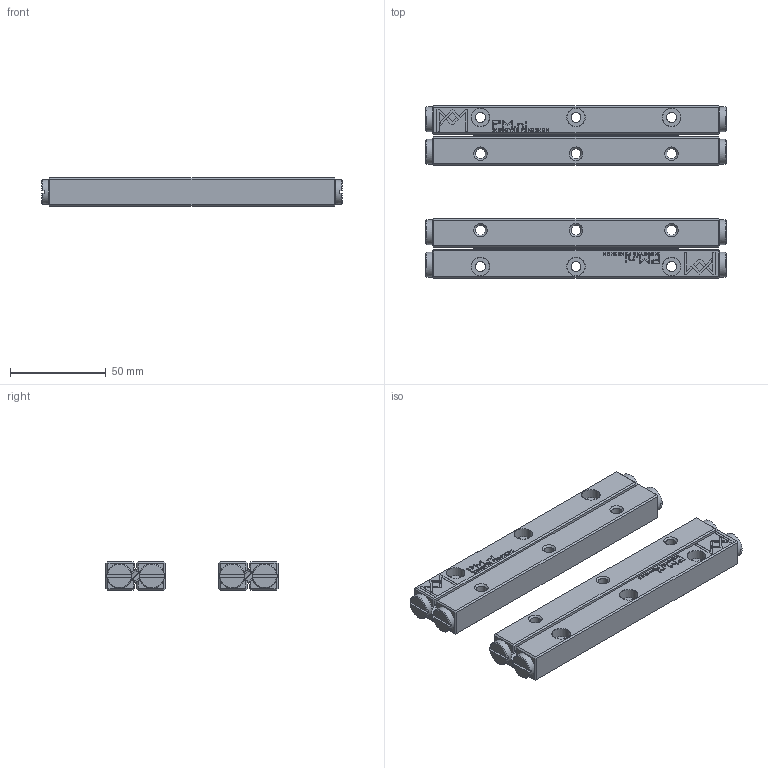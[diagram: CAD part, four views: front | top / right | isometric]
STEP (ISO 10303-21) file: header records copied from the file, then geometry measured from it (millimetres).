
FILE_DESCRIPTION(/* description */ (''),/* implementation_level */ '2;1');
FILE_NAME(/* name */ 'Set RSDE-6150x16KRE_stp.stp',/* time_stamp */ '2025-04-16T15:52:17+02:00',/* author */ (''),/* organization */ (''),/* preprocessor_version */ 'ST-DEVELOPER v16.7',/* originating_system */ 'SIEMENS PLM Software NX 12.0',/* authorisation */ '');
FILE_SCHEMA (('AUTOMOTIVE_DESIGN { 1 0 10303 214 3 1 1 1 }'));
Products named in the file (1): Set RSDE-6150x16KRE_stp
Bounding box: 157.4 x 90 x 15 mm (x, y, z)
Volume: 126372.3 mm3; surface area: 60691.5 mm2
Topology: 48 solids, 48 shells, 2420 faces, 6340 edges, 4140 vertices
Faces by surface type: plane 1368, cylinder 488, bspline 360, cone 204
Full cylindrical faces by diameter (mm): 0.8 x136, 4 x32, 4.351 x8, 5 x8, 5.188 x12, 5.2 x8, 6 x32, 9.5 x12, 13 x8
Entity records: 81543 total; most frequent: CARTESIAN_POINT 17337, ORIENTED_EDGE 11504, DIRECTION 10406, EDGE_CURVE 5752, VERTEX_POINT 4004, LINE 3652, VECTOR 3652, AXIS2_PLACEMENT_3D 3377
